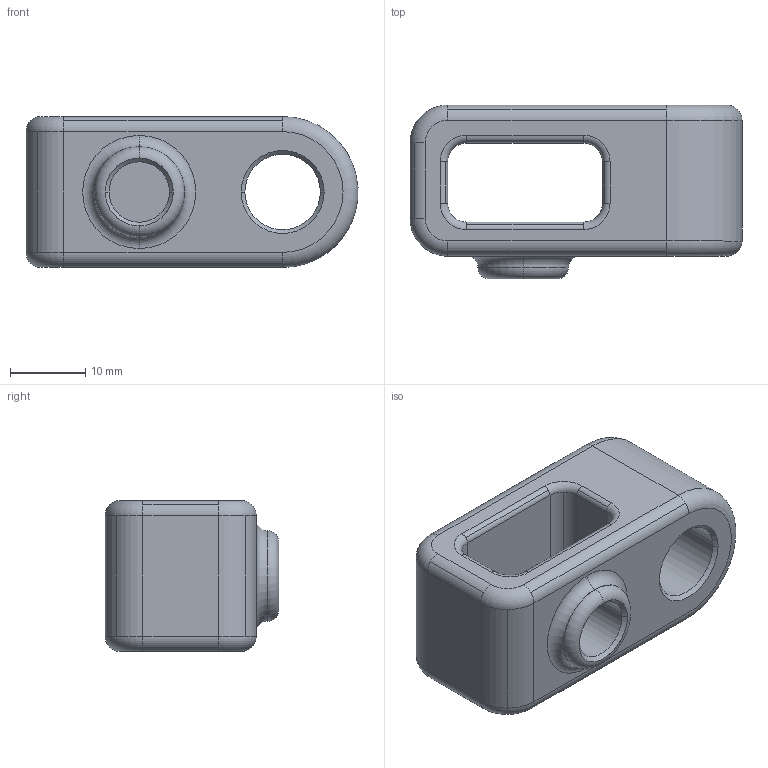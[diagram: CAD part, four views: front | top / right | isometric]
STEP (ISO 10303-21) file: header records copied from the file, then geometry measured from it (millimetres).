
FILE_DESCRIPTION(('STEP AP214'),'1');
FILE_NAME('160617.2.STP','2011-09-08T07:17:23',(' '),(' '),'Spatial InterOp 3D',' ',' ');
FILE_SCHEMA(('automotive_design'));
Length unit declared in the file: millimetre
Products named in the file (1): Quader
Bounding box: 43.98 x 23 x 20 mm (x, y, z)
Volume: 10493.2 mm3; surface area: 5039 mm2
Topology: 1 solids, 1 shells, 82 faces, 205 edges, 126 vertices
Faces by surface type: cylinder 48, torus 18, plane 10, cone 6
Entity records: 3175 total; most frequent: DIRECTION 501, CARTESIAN_POINT 414, ORIENTED_EDGE 410, AXIS2_PLACEMENT_3D 213, EDGE_CURVE 205, CIRCLE 130, VERTEX_POINT 126, EDGE_LOOP 89
